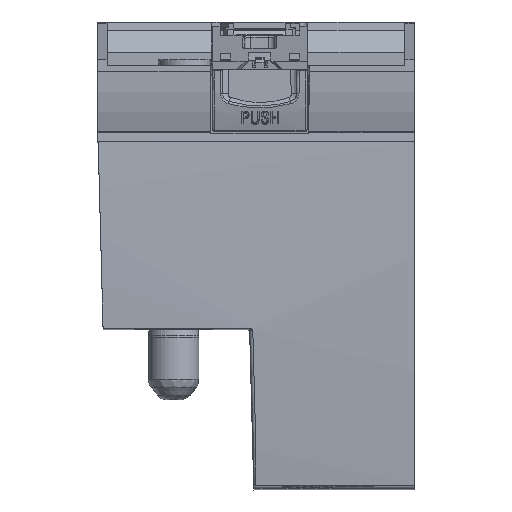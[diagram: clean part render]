
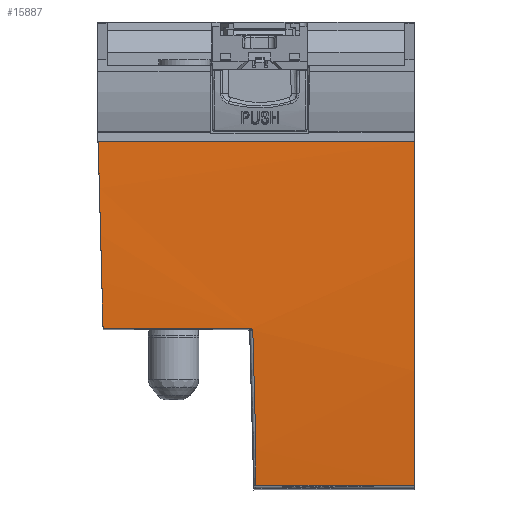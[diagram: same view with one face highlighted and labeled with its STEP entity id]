
A CAD part, top view. The second image highlights one B-rep face of the part: STEP entity #15887.
In plain terms, the highlighted cylindrical face has radius 391.5 mm (diameter 783 mm), a partial arc.
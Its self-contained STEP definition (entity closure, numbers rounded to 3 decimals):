
#350=B_SPLINE_CURVE_WITH_KNOTS('',3,(#63305,#63306,#63307,#63308,#63309,
#63310,#63311,#63312,#63313,#63314,#63315,#63316,#63317,#63318,#63319,#63320,
#63321,#63322,#63323,#63324,#63325,#63326,#63327,#63328,#63329,#63330,#63331,
#63332,#63333,#63334,#63335,#63336,#63337,#63338,#63339,#63340,#63341,#63342,
#63343,#63344,#63345,#63346,#63347,#63348,#63349,#63350,#63351,#63352,#63353,
#63354,#63355,#63356,#63357,#63358,#63359,#63360,#63361,#63362,#63363,#63364,
#63365,#63366,#63367,#63368,#63369,#63370),.UNSPECIFIED.,.F.,.F.,(4,3,3,
3,3,3,3,3,3,3,3,2,3,3,3,3,3,3,3,3,3,3,4),(0.,0.115,0.204,
0.272,0.325,0.365,0.396,
0.42,0.439,0.453,0.464,
0.5,0.536,0.547,0.561,0.58,
0.604,0.635,0.675,0.728,
0.796,0.885,1.),.UNSPECIFIED.);
#351=B_SPLINE_CURVE_WITH_KNOTS('',3,(#63372,#63373,#63374,#63375),
 .UNSPECIFIED.,.F.,.F.,(4,4),(0.,1.),.UNSPECIFIED.);
#352=B_SPLINE_CURVE_WITH_KNOTS('',3,(#63377,#63378,#63379,#63380),
 .UNSPECIFIED.,.F.,.F.,(4,4),(0.,1.),.UNSPECIFIED.);
#14680=CYLINDRICAL_SURFACE('',#49435,391.5);
#15162=ELLIPSE('',#49434,391.634,391.5);
#15887=ADVANCED_FACE('131',(#18822),#14680,.T.);
#18822=FACE_OUTER_BOUND('',#20646,.T.);
#20646=EDGE_LOOP('',(#25103,#25104,#25105,#25106,#25107,#25108,#25109,#25110,
#25111));
#22522=CIRCLE('',#49433,391.5);
#25103=ORIENTED_EDGE('',*,*,#37765,.T.);
#25104=ORIENTED_EDGE('',*,*,#37766,.F.);
#25105=ORIENTED_EDGE('',*,*,#37767,.T.);
#25106=ORIENTED_EDGE('',*,*,#37768,.F.);
#25107=ORIENTED_EDGE('',*,*,#37769,.F.);
#25108=ORIENTED_EDGE('',*,*,#37770,.T.);
#25109=ORIENTED_EDGE('',*,*,#37771,.T.);
#25110=ORIENTED_EDGE('',*,*,#37772,.T.);
#25111=ORIENTED_EDGE('',*,*,#37773,.F.);
#33981=VERTEX_POINT('',#63297);
#33982=VERTEX_POINT('',#63298);
#33983=VERTEX_POINT('',#63300);
#33984=VERTEX_POINT('',#63302);
#33985=VERTEX_POINT('',#63304);
#33986=VERTEX_POINT('',#63371);
#33987=VERTEX_POINT('',#63376);
#33988=VERTEX_POINT('',#63381);
#33989=VERTEX_POINT('',#63383);
#37765=EDGE_CURVE('',#33981,#33982,#22522,.T.);
#37766=EDGE_CURVE('',#33983,#33982,#42694,.T.);
#37767=EDGE_CURVE('',#33983,#33984,#15162,.T.);
#37768=EDGE_CURVE('',#33985,#33984,#42695,.T.);
#37769=EDGE_CURVE('',#33986,#33985,#350,.T.);
#37770=EDGE_CURVE('',#33986,#33987,#351,.T.);
#37771=EDGE_CURVE('',#33987,#33988,#352,.T.);
#37772=EDGE_CURVE('',#33988,#33989,#42696,.T.);
#37773=EDGE_CURVE('',#33981,#33989,#42697,.T.);
#42694=LINE('',#63299,#46147);
#42695=LINE('',#63303,#46148);
#42696=LINE('',#63382,#46149);
#42697=LINE('',#63384,#46150);
#46147=VECTOR('',#53722,1.);
#46148=VECTOR('',#53725,1.);
#46149=VECTOR('',#53726,1.);
#46150=VECTOR('',#53727,1.);
#49433=AXIS2_PLACEMENT_3D('',#63296,#53720,#53721);
#49434=AXIS2_PLACEMENT_3D('',#63301,#53723,#53724);
#49435=AXIS2_PLACEMENT_3D('',#63385,#53728,#53729);
#53720=DIRECTION('',(0.,0.,1.));
#53721=DIRECTION('',(-1.,0.,0.));
#53722=DIRECTION('',(0.,0.,-1.));
#53723=DIRECTION('',(-0.026,0.,-1.));
#53724=DIRECTION('',(1.,0.,-0.026));
#53725=DIRECTION('',(0.,0.,1.));
#53726=DIRECTION('',(0.,0.,-1.));
#53727=DIRECTION('',(0.,0.,1.));
#53728=DIRECTION('',(0.,0.,-1.));
#53729=DIRECTION('',(-1.,0.,0.));
#63296=CARTESIAN_POINT('',(-13.55,-366.4,-8.21));
#63297=CARTESIAN_POINT('',(22.741,23.414,-8.21));
#63298=CARTESIAN_POINT('',(-31.55,24.686,-8.21));
#63299=CARTESIAN_POINT('',(-31.55,24.686,16.99));
#63300=CARTESIAN_POINT('',(-31.55,24.686,41.693));
#63301=CARTESIAN_POINT('',(-13.55,-366.4,41.222));
#63302=CARTESIAN_POINT('',(-2.05,24.931,40.921));
#63303=CARTESIAN_POINT('',(-2.05,24.931,16.99));
#63304=CARTESIAN_POINT('',(-2.05,24.931,17.477));
#63305=CARTESIAN_POINT('',(3.803,24.755,14.064));
#63306=CARTESIAN_POINT('',(3.342,24.769,14.331));
#63307=CARTESIAN_POINT('',(2.881,24.783,14.598));
#63308=CARTESIAN_POINT('',(2.419,24.797,14.865));
#63309=CARTESIAN_POINT('',(2.064,24.807,15.07));
#63310=CARTESIAN_POINT('',(1.709,24.818,15.276));
#63311=CARTESIAN_POINT('',(1.355,24.829,15.481));
#63312=CARTESIAN_POINT('',(1.082,24.837,15.639));
#63313=CARTESIAN_POINT('',(0.809,24.845,15.797));
#63314=CARTESIAN_POINT('',(0.536,24.853,15.955));
#63315=CARTESIAN_POINT('',(0.326,24.86,16.076));
#63316=CARTESIAN_POINT('',(0.116,24.866,16.198));
#63317=CARTESIAN_POINT('',(-0.094,24.872,16.319));
#63318=CARTESIAN_POINT('',(-0.256,24.877,16.413));
#63319=CARTESIAN_POINT('',(-0.417,24.882,16.506));
#63320=CARTESIAN_POINT('',(-0.579,24.887,16.6));
#63321=CARTESIAN_POINT('',(-0.703,24.891,16.672));
#63322=CARTESIAN_POINT('',(-0.827,24.894,16.743));
#63323=CARTESIAN_POINT('',(-0.952,24.898,16.815));
#63324=CARTESIAN_POINT('',(-1.047,24.901,16.871));
#63325=CARTESIAN_POINT('',(-1.143,24.904,16.926));
#63326=CARTESIAN_POINT('',(-1.238,24.907,16.981));
#63327=CARTESIAN_POINT('',(-1.312,24.909,17.024));
#63328=CARTESIAN_POINT('',(-1.385,24.911,17.066));
#63329=CARTESIAN_POINT('',(-1.459,24.913,17.109));
#63330=CARTESIAN_POINT('',(-1.515,24.915,17.142));
#63331=CARTESIAN_POINT('',(-1.572,24.917,17.174));
#63332=CARTESIAN_POINT('',(-1.629,24.918,17.207));
#63333=CARTESIAN_POINT('',(-1.672,24.92,17.232));
#63334=CARTESIAN_POINT('',(-1.716,24.921,17.257));
#63335=CARTESIAN_POINT('',(-1.759,24.922,17.283));
#63336=CARTESIAN_POINT('',(-1.904,24.927,17.367));
#63337=CARTESIAN_POINT('',(-2.048,24.931,17.456));
#63338=CARTESIAN_POINT('',(-2.271,24.938,17.716));
#63339=CARTESIAN_POINT('',(-2.341,24.94,17.88));
#63340=CARTESIAN_POINT('',(-2.341,24.94,18.052));
#63341=CARTESIAN_POINT('',(-2.341,24.94,18.104));
#63342=CARTESIAN_POINT('',(-2.341,24.94,18.155));
#63343=CARTESIAN_POINT('',(-2.341,24.94,18.207));
#63344=CARTESIAN_POINT('',(-2.341,24.94,18.274));
#63345=CARTESIAN_POINT('',(-2.341,24.94,18.341));
#63346=CARTESIAN_POINT('',(-2.341,24.94,18.408));
#63347=CARTESIAN_POINT('',(-2.341,24.94,18.495));
#63348=CARTESIAN_POINT('',(-2.341,24.94,18.582));
#63349=CARTESIAN_POINT('',(-2.341,24.94,18.67));
#63350=CARTESIAN_POINT('',(-2.341,24.94,18.783));
#63351=CARTESIAN_POINT('',(-2.341,24.94,18.896));
#63352=CARTESIAN_POINT('',(-2.341,24.94,19.01));
#63353=CARTESIAN_POINT('',(-2.341,24.94,19.157));
#63354=CARTESIAN_POINT('',(-2.341,24.94,19.304));
#63355=CARTESIAN_POINT('',(-2.341,24.94,19.452));
#63356=CARTESIAN_POINT('',(-2.341,24.94,19.643));
#63357=CARTESIAN_POINT('',(-2.341,24.94,19.835));
#63358=CARTESIAN_POINT('',(-2.341,24.94,20.026));
#63359=CARTESIAN_POINT('',(-2.341,24.94,20.275));
#63360=CARTESIAN_POINT('',(-2.341,24.94,20.524));
#63361=CARTESIAN_POINT('',(-2.341,24.94,20.773));
#63362=CARTESIAN_POINT('',(-2.341,24.94,21.097));
#63363=CARTESIAN_POINT('',(-2.341,24.94,21.42));
#63364=CARTESIAN_POINT('',(-2.341,24.94,21.744));
#63365=CARTESIAN_POINT('',(-2.341,24.94,22.165));
#63366=CARTESIAN_POINT('',(-2.341,24.94,22.586));
#63367=CARTESIAN_POINT('',(-2.341,24.94,23.006));
#63368=CARTESIAN_POINT('',(-2.341,24.94,23.553));
#63369=CARTESIAN_POINT('',(-2.341,24.94,24.1));
#63370=CARTESIAN_POINT('',(-2.341,24.94,24.647));
#63371=CARTESIAN_POINT('',(-1.759,24.922,17.283));
#63372=CARTESIAN_POINT('',(-1.759,24.922,17.283));
#63373=CARTESIAN_POINT('',(4.528,24.733,17.118));
#63374=CARTESIAN_POINT('',(10.811,24.392,16.954));
#63375=CARTESIAN_POINT('',(17.081,23.9,16.79));
#63376=CARTESIAN_POINT('',(17.081,23.9,16.79));
#63377=CARTESIAN_POINT('',(17.081,23.9,16.79));
#63378=CARTESIAN_POINT('',(18.969,23.752,16.79));
#63379=CARTESIAN_POINT('',(20.855,23.59,16.79));
#63380=CARTESIAN_POINT('',(22.741,23.414,16.79));
#63381=CARTESIAN_POINT('',(22.741,23.414,16.79));
#63382=CARTESIAN_POINT('',(22.741,23.414,16.79));
#63383=CARTESIAN_POINT('',(22.741,23.414,16.642));
#63384=CARTESIAN_POINT('',(22.741,23.414,16.99));
#63385=CARTESIAN_POINT('',(-13.55,-366.4,16.99));
